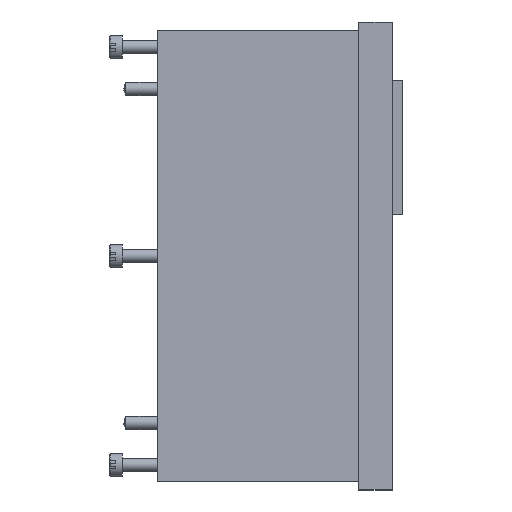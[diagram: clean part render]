
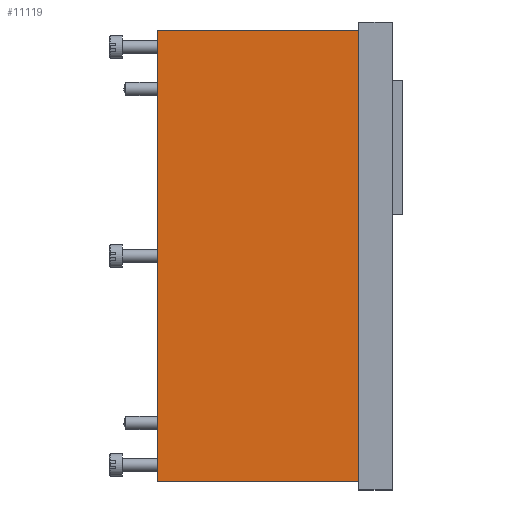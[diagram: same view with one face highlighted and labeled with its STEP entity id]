
A CAD part, left-side view. The second image highlights one B-rep face of the part: STEP entity #11119.
In plain terms, the highlighted face is planar.
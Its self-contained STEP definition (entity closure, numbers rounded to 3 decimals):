
#81 = CARTESIAN_POINT ( 'NONE',  ( 4., -67.5, 30.15 ) ) ;
#450 = DIRECTION ( 'NONE',  ( 0., 1., 0. ) ) ;
#468 = EDGE_CURVE ( 'NONE', #7482, #7986, #8962, .T. ) ;
#783 = CARTESIAN_POINT ( 'NONE',  ( 4., 67.5, -30.15 ) ) ;
#1241 = CARTESIAN_POINT ( 'NONE',  ( 4., 67.5, 30.15 ) ) ;
#1404 = VECTOR ( 'NONE', #7740, 1000. ) ;
#1880 = LINE ( 'NONE', #7401, #1963 ) ;
#1963 = VECTOR ( 'NONE', #450, 1000. ) ;
#2685 = CARTESIAN_POINT ( 'NONE',  ( 4., -67.5, -30.15 ) ) ;
#2975 = VECTOR ( 'NONE', #14828, 1000. ) ;
#3264 = VECTOR ( 'NONE', #7559, 1000. ) ;
#3394 = VERTEX_POINT ( 'NONE', #12573 ) ;
#4602 = EDGE_CURVE ( 'NONE', #3394, #10052, #8847, .T. ) ;
#4909 = LINE ( 'NONE', #783, #1404 ) ;
#7401 = CARTESIAN_POINT ( 'NONE',  ( 4., 67.5, 30.15 ) ) ;
#7482 = VERTEX_POINT ( 'NONE', #81 ) ;
#7496 = EDGE_CURVE ( 'NONE', #7482, #3394, #1880, .T. ) ;
#7542 = CARTESIAN_POINT ( 'NONE',  ( 4., 67.5, 30.15 ) ) ;
#7559 = DIRECTION ( 'NONE',  ( 0., 0., -1. ) ) ;
#7740 = DIRECTION ( 'NONE',  ( 0., 1., 0. ) ) ;
#7986 = VERTEX_POINT ( 'NONE', #2685 ) ;
#8065 = AXIS2_PLACEMENT_3D ( 'NONE', #1241, #12655, #16877 ) ;
#8450 = ORIENTED_EDGE ( 'NONE', *, *, #7496, .F. ) ;
#8847 = LINE ( 'NONE', #7542, #2975 ) ;
#8868 = ORIENTED_EDGE ( 'NONE', *, *, #4602, .F. ) ;
#8962 = LINE ( 'NONE', #9994, #3264 ) ;
#9012 = ORIENTED_EDGE ( 'NONE', *, *, #468, .T. ) ;
#9456 = EDGE_CURVE ( 'NONE', #7986, #10052, #4909, .T. ) ;
#9994 = CARTESIAN_POINT ( 'NONE',  ( 4., -67.5, 30.15 ) ) ;
#10052 = VERTEX_POINT ( 'NONE', #12846 ) ;
#11119 = ADVANCED_FACE ( 'NONE', ( #15647 ), #14069, .F. ) ;
#12573 = CARTESIAN_POINT ( 'NONE',  ( 4., 67.5, 30.15 ) ) ;
#12655 = DIRECTION ( 'NONE',  ( -1., 0., 0. ) ) ;
#12846 = CARTESIAN_POINT ( 'NONE',  ( 4., 67.5, -30.15 ) ) ;
#14069 = PLANE ( 'NONE',  #8065 ) ;
#14828 = DIRECTION ( 'NONE',  ( 0., 0., -1. ) ) ;
#15458 = ORIENTED_EDGE ( 'NONE', *, *, #9456, .T. ) ;
#15647 = FACE_OUTER_BOUND ( 'NONE', #17927, .T. ) ;
#16877 = DIRECTION ( 'NONE',  ( 0., -1., 0. ) ) ;
#17927 = EDGE_LOOP ( 'NONE', ( #15458, #8868, #8450, #9012 ) ) ;
